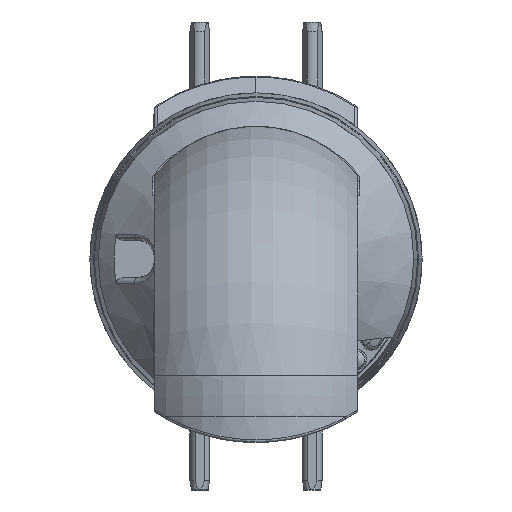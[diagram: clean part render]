
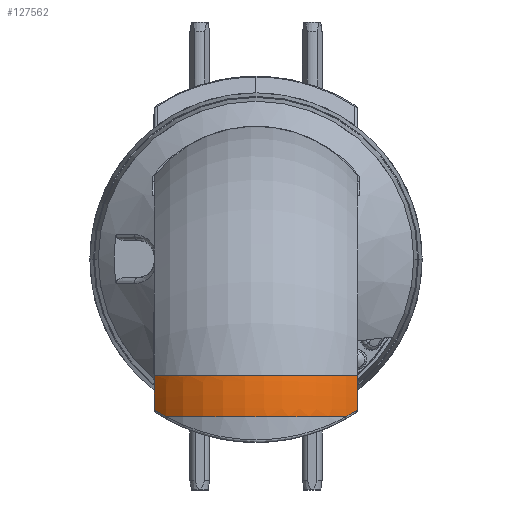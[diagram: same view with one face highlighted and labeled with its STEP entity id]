
A CAD part, front view. The second image highlights one B-rep face of the part: STEP entity #127562.
In plain terms, the highlighted toroidal (fillet/blend) face has major radius 67 mm and minor radius 53 mm.
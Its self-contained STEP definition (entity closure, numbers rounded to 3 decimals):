
#484 = ORIENTED_EDGE ( 'NONE', *, *, #94294, .F. ) ;
#6269 = CARTESIAN_POINT ( 'NONE',  ( -41.5, 98.51, 0. ) ) ;
#6436 = VERTEX_POINT ( 'NONE', #133798 ) ;
#6691 = CARTESIAN_POINT ( 'NONE',  ( -36.727, 105.212, 17. ) ) ;
#6736 = CARTESIAN_POINT ( 'NONE',  ( -19.472, 115.054, 0. ) ) ;
#7201 = CARTESIAN_POINT ( 'NONE',  ( 9.899, 117.886, 0. ) ) ;
#7694 = CARTESIAN_POINT ( 'NONE',  ( 34.712, 105.743, 0. ) ) ;
#16197 = CARTESIAN_POINT ( 'NONE',  ( 41.5, 98.51, 0. ) ) ;
#17445 = CARTESIAN_POINT ( 'NONE',  ( -38.97, 101.562, 0. ) ) ;
#17494 = CARTESIAN_POINT ( 'NONE',  ( -41.5, 0., 17. ) ) ;
#17896 = CARTESIAN_POINT ( 'NONE',  ( -15.696, 116.428, 0. ) ) ;
#18375 = CARTESIAN_POINT ( 'NONE',  ( 13.769, 116.961, 0. ) ) ;
#18854 = CARTESIAN_POINT ( 'NONE',  ( 38.965, 101.568, 0. ) ) ;
#19911 = CIRCLE ( 'NONE', #114598, 99.966 ) ;
#19948 = CARTESIAN_POINT ( 'NONE',  ( -41.5, 98.51, 0. ) ) ;
#22661 = VERTEX_POINT ( 'NONE', #137509 ) ;
#27072 = DIRECTION ( 'NONE',  ( 1., 0., 0. ) ) ;
#28060 = EDGE_CURVE ( 'NONE', #22661, #116165, #42187, .T. ) ;
#28495 = CARTESIAN_POINT ( 'NONE',  ( -36.166, 104.38, 0. ) ) ;
#28533 = DIRECTION ( 'NONE',  ( 0., 0., -1. ) ) ;
#28959 = CARTESIAN_POINT ( 'NONE',  ( -9.913, 117.883, 0. ) ) ;
#29373 = ORIENTED_EDGE ( 'NONE', *, *, #93246, .T. ) ;
#29428 = CARTESIAN_POINT ( 'NONE',  ( 16.646, 116.09, 0. ) ) ;
#29900 = CARTESIAN_POINT ( 'NONE',  ( 41.5, 98.51, 0. ) ) ;
#30603 = CIRCLE ( 'NONE', #133507, 99.966 ) ;
#36271 = VERTEX_POINT ( 'NONE', #16197 ) ;
#39579 = CARTESIAN_POINT ( 'NONE',  ( -33.927, 106.381, 0. ) ) ;
#40048 = CARTESIAN_POINT ( 'NONE',  ( -4.997, 118.561, 0. ) ) ;
#40524 = CARTESIAN_POINT ( 'NONE',  ( 21.318, 114.307, 0. ) ) ;
#42187 = CIRCLE ( 'NONE', #107813, 53. ) ;
#45860 = CARTESIAN_POINT ( 'NONE',  ( 36.727, 105.212, 17. ) ) ;
#50656 = CARTESIAN_POINT ( 'NONE',  ( -29.97, 109.445, 0. ) ) ;
#51130 = CARTESIAN_POINT ( 'NONE',  ( -2.009, 118.761, 0. ) ) ;
#51536 = TOROIDAL_SURFACE ( 'NONE', #116119, 67., 53. ) ;
#51606 = CARTESIAN_POINT ( 'NONE',  ( 26.614, 111.589, 0. ) ) ;
#55032 = CARTESIAN_POINT ( 'NONE',  ( 0., 67., 17. ) ) ;
#56961 = CARTESIAN_POINT ( 'NONE',  ( 38.445, 103.56, 16.049 ) ) ;
#58000 = ORIENTED_EDGE ( 'NONE', *, *, #28060, .T. ) ;
#58576 = EDGE_LOOP ( 'NONE', ( #65670, #29373, #58000, #84079, #484, #97670 ) ) ;
#61767 = CARTESIAN_POINT ( 'NONE',  ( -24.896, 112.554, 0. ) ) ;
#62230 = CARTESIAN_POINT ( 'NONE',  ( 2.009, 118.79, 0. ) ) ;
#62433 = CARTESIAN_POINT ( 'NONE',  ( 0., 0., 17. ) ) ;
#62705 = CARTESIAN_POINT ( 'NONE',  ( 29.953, 109.423, 0. ) ) ;
#65670 = ORIENTED_EDGE ( 'NONE', *, *, #136387, .T. ) ;
#66158 = DIRECTION ( 'NONE',  ( -1., 0., 0. ) ) ;
#68054 = CARTESIAN_POINT ( 'NONE',  ( 41.5, 99.925, 14.124 ) ) ;
#72224 = CARTESIAN_POINT ( 'NONE',  ( 36.727, 105.212, 17. ) ) ;
#72412 = CARTESIAN_POINT ( 'NONE',  ( -40.277, 100.072, 0. ) ) ;
#72855 = CARTESIAN_POINT ( 'NONE',  ( -38.445, 103.56, 16.049 ) ) ;
#72890 = CARTESIAN_POINT ( 'NONE',  ( -21.313, 114.278, 0. ) ) ;
#73368 = CARTESIAN_POINT ( 'NONE',  ( 7.944, 118.223, 0. ) ) ;
#73840 = CARTESIAN_POINT ( 'NONE',  ( 32.376, 107.64, 0. ) ) ;
#81054 = VERTEX_POINT ( 'NONE', #132844 ) ;
#83991 = CARTESIAN_POINT ( 'NONE',  ( -18.536, 115.418, 0. ) ) ;
#84079 = ORIENTED_EDGE ( 'NONE', *, *, #86032, .T. ) ;
#84463 = CARTESIAN_POINT ( 'NONE',  ( 12.804, 117.213, 0. ) ) ;
#84952 = CARTESIAN_POINT ( 'NONE',  ( 36.184, 104.402, 0. ) ) ;
#85169 = DIRECTION ( 'NONE',  ( 1., 0., 0. ) ) ;
#86032 = EDGE_CURVE ( 'NONE', #116165, #6436, #132193, .T. ) ;
#93234 = CARTESIAN_POINT ( 'NONE',  ( 41.5, 0., 17. ) ) ;
#93246 = EDGE_CURVE ( 'NONE', #81054, #22661, #107939, .T. ) ;
#94294 = EDGE_CURVE ( 'NONE', #36271, #6436, #19911, .T. ) ;
#94639 = CARTESIAN_POINT ( 'NONE',  ( -36.883, 103.689, 0. ) ) ;
#94686 = DIRECTION ( 'NONE',  ( 1., 0., 0. ) ) ;
#95100 = CARTESIAN_POINT ( 'NONE',  ( -13.782, 116.987, 0. ) ) ;
#95564 = CARTESIAN_POINT ( 'NONE',  ( 15.688, 116.4, 0. ) ) ;
#96033 = CARTESIAN_POINT ( 'NONE',  ( 40.274, 100.077, 0. ) ) ;
#96239 = DIRECTION ( 'NONE',  ( 0., 0., -1. ) ) ;
#97670 = ORIENTED_EDGE ( 'NONE', *, *, #120061, .F. ) ;
#103437 = FACE_OUTER_BOUND ( 'NONE', #58576, .T. ) ;
#104314 = DIRECTION ( 'NONE',  ( 0., 0., -1. ) ) ;
#105715 = CARTESIAN_POINT ( 'NONE',  ( -34.689, 105.725, 0. ) ) ;
#106170 = CARTESIAN_POINT ( 'NONE',  ( -7.959, 118.221, 0. ) ) ;
#106629 = CARTESIAN_POINT ( 'NONE',  ( 19.482, 115.081, 0. ) ) ;
#107813 = AXIS2_PLACEMENT_3D ( 'NONE', #55032, #132223, #66158 ) ;
#107939 = B_SPLINE_CURVE_WITH_KNOTS ( 'NONE', 3,
 ( #127816, #116719, #72855, #6691 ),
 .UNSPECIFIED., .F., .F.,
 ( 4, 4 ),
 ( 0., 0.008 ),
 .UNSPECIFIED. ) ;
#112055 = B_SPLINE_CURVE_WITH_KNOTS ( 'NONE', 3,
 ( #6269, #72412, #17445, #94639, #28495, #105715, #39579, #116763, #50656, #127855, #61767, #138881, #72890, #6736, #83991, #17896, #95100, #28959, #106170, #40048, #117249, #51130, #128331, #62230, #139353, #73368, #7201, #84463, #18375, #95564, #29428, #106629, #40524, #117702, #51606, #128792, #62705, #139819, #73840, #7694, #84952, #18854, #96033, #29900 ),
 .UNSPECIFIED., .F., .F.,
 ( 4, 2, 2, 2, 2, 2, 2, 2, 2, 2, 2, 2, 2, 2, 2, 2, 2, 2, 2, 2, 2, 4 ),
 ( 0.431, 0.437, 0.44, 0.443, 0.449, 0.455, 0.457, 0.46, 0.466, 0.472, 0.475, 0.478, 0.484, 0.49, 0.493, 0.496, 0.502, 0.507, 0.51, 0.513, 0.519, 0.525 ),
 .UNSPECIFIED. ) ;
#114598 = AXIS2_PLACEMENT_3D ( 'NONE', #93234, #27072, #104314 ) ;
#116119 = AXIS2_PLACEMENT_3D ( 'NONE', #62433, #85169, #96239 ) ;
#116165 = VERTEX_POINT ( 'NONE', #72224 ) ;
#116719 = CARTESIAN_POINT ( 'NONE',  ( -40.033, 101.799, 15.083 ) ) ;
#116763 = CARTESIAN_POINT ( 'NONE',  ( -31.587, 108.279, 0. ) ) ;
#117249 = CARTESIAN_POINT ( 'NONE',  ( -4.005, 118.646, 0. ) ) ;
#117702 = CARTESIAN_POINT ( 'NONE',  ( 24.884, 112.56, 0. ) ) ;
#120061 = EDGE_CURVE ( 'NONE', #132474, #36271, #112055, .T. ) ;
#127562 = ADVANCED_FACE ( 'NONE', ( #103437 ), #51536, .T. ) ;
#127816 = CARTESIAN_POINT ( 'NONE',  ( -41.5, 99.925, 14.124 ) ) ;
#127855 = CARTESIAN_POINT ( 'NONE',  ( -26.624, 111.583, 0. ) ) ;
#128331 = CARTESIAN_POINT ( 'NONE',  ( -1.004, 118.79, 0. ) ) ;
#128792 = CARTESIAN_POINT ( 'NONE',  ( 29.129, 109.983, 0. ) ) ;
#132193 = B_SPLINE_CURVE_WITH_KNOTS ( 'NONE', 3,
 ( #45860, #56961, #134121, #68054 ),
 .UNSPECIFIED., .F., .F.,
 ( 4, 4 ),
 ( 0., 0.008 ),
 .UNSPECIFIED. ) ;
#132223 = DIRECTION ( 'NONE',  ( 0., 0., -1. ) ) ;
#132474 = VERTEX_POINT ( 'NONE', #19948 ) ;
#132844 = CARTESIAN_POINT ( 'NONE',  ( -41.5, 99.925, 14.124 ) ) ;
#133507 = AXIS2_PLACEMENT_3D ( 'NONE', #17494, #94686, #28533 ) ;
#133798 = CARTESIAN_POINT ( 'NONE',  ( 41.5, 99.925, 14.124 ) ) ;
#134121 = CARTESIAN_POINT ( 'NONE',  ( 40.033, 101.799, 15.083 ) ) ;
#136387 = EDGE_CURVE ( 'NONE', #132474, #81054, #30603, .T. ) ;
#137509 = CARTESIAN_POINT ( 'NONE',  ( -36.727, 105.212, 17. ) ) ;
#138881 = CARTESIAN_POINT ( 'NONE',  ( -22.219, 113.866, 0. ) ) ;
#139353 = CARTESIAN_POINT ( 'NONE',  ( 3.999, 118.675, 0. ) ) ;
#139819 = CARTESIAN_POINT ( 'NONE',  ( 31.576, 108.252, 0. ) ) ;
